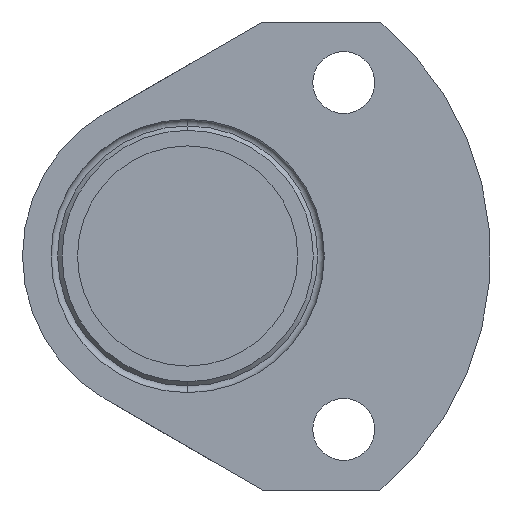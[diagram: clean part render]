
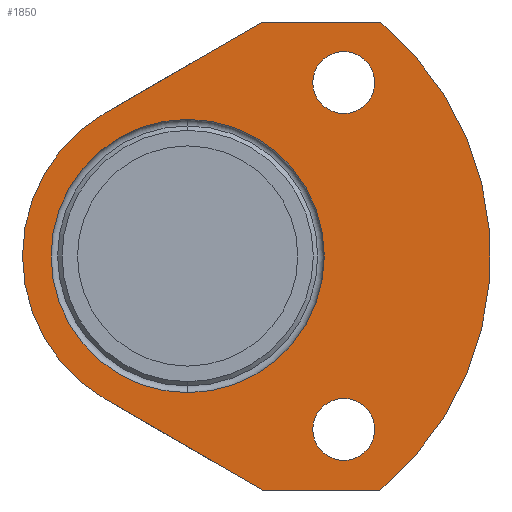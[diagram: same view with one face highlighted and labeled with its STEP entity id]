
A CAD part, left-side view. The second image highlights one B-rep face of the part: STEP entity #1850.
In plain terms, the highlighted planar face has unit normal (-1, 0, 0).
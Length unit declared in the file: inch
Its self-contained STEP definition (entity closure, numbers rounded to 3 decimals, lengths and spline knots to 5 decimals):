
#7 = CIRCLE ( 'NONE', #254, 0.14065 ) ;
#39 = LINE ( 'NONE', #1477, #1213 ) ;
#58 = VERTEX_POINT ( 'NONE', #1172 ) ;
#61 = FACE_OUTER_BOUND ( 'NONE', #320, .T. ) ;
#62 = AXIS2_PLACEMENT_3D ( 'NONE', #1685, #1547, #630 ) ;
#65 = LINE ( 'NONE', #1816, #1281 ) ;
#70 = EDGE_CURVE ( 'NONE', #789, #1342, #1158, .T. ) ;
#77 = DIRECTION ( 'NONE',  ( 0., -1., 0. ) ) ;
#83 = PLANE ( 'NONE',  #518 ) ;
#84 = VERTEX_POINT ( 'NONE', #717 ) ;
#90 = EDGE_LOOP ( 'NONE', ( #1018, #1260 ) ) ;
#100 = CARTESIAN_POINT ( 'NONE',  ( 0., -0.3403, 1.0625 ) ) ;
#115 = CARTESIAN_POINT ( 'NONE',  ( 0., -0.87277, -1.0625 ) ) ;
#124 = EDGE_CURVE ( 'NONE', #58, #1051, #1864, .T. ) ;
#177 = ORIENTED_EDGE ( 'NONE', *, *, #1589, .T. ) ;
#254 = AXIS2_PLACEMENT_3D ( 'NONE', #1199, #272, #1329 ) ;
#272 = DIRECTION ( 'NONE',  ( -1., 0., 0. ) ) ;
#275 = VERTEX_POINT ( 'NONE', #375 ) ;
#280 = CARTESIAN_POINT ( 'NONE',  ( 0., -0.70866, -0.7874 ) ) ;
#290 = EDGE_CURVE ( 'NONE', #84, #1473, #503, .T. ) ;
#320 = EDGE_LOOP ( 'NONE', ( #1577, #177, #328, #1512, #985, #327 ) ) ;
#327 = ORIENTED_EDGE ( 'NONE', *, *, #1650, .T. ) ;
#328 = ORIENTED_EDGE ( 'NONE', *, *, #124, .T. ) ;
#330 = CIRCLE ( 'NONE', #1248, 1.375 ) ;
#334 = EDGE_CURVE ( 'NONE', #1166, #1535, #7, .T. ) ;
#347 = VECTOR ( 'NONE', #1334, 39.37008 ) ;
#364 = EDGE_CURVE ( 'NONE', #1342, #789, #830, .T. ) ;
#375 = CARTESIAN_POINT ( 'NONE',  ( 0., -0.87277, 1.0625 ) ) ;
#429 = DIRECTION ( 'NONE',  ( 0., 0., 1. ) ) ;
#436 = ORIENTED_EDGE ( 'NONE', *, *, #1220, .F. ) ;
#456 = AXIS2_PLACEMENT_3D ( 'NONE', #561, #1618, #722 ) ;
#458 = VERTEX_POINT ( 'NONE', #1812 ) ;
#464 = FACE_BOUND ( 'NONE', #90, .T. ) ;
#469 = AXIS2_PLACEMENT_3D ( 'NONE', #280, #1343, #429 ) ;
#500 = AXIS2_PLACEMENT_3D ( 'NONE', #696, #997, #853 ) ;
#503 = CIRCLE ( 'NONE', #62, 0.6205 ) ;
#518 = AXIS2_PLACEMENT_3D ( 'NONE', #1906, #1449, #535 ) ;
#535 = DIRECTION ( 'NONE',  ( 0., 0., -1. ) ) ;
#549 = AXIS2_PLACEMENT_3D ( 'NONE', #910, #1963, #1062 ) ;
#556 = CIRCLE ( 'NONE', #549, 0.6205 ) ;
#561 = CARTESIAN_POINT ( 'NONE',  ( 0., 0., 0. ) ) ;
#565 = DIRECTION ( 'NONE',  ( 0., -0.866, -0.5 ) ) ;
#630 = DIRECTION ( 'NONE',  ( 0., 0., -1. ) ) ;
#645 = DIRECTION ( 'NONE',  ( -1., 0., 0. ) ) ;
#696 = CARTESIAN_POINT ( 'NONE',  ( 0., -0.70866, -0.7874 ) ) ;
#711 = CARTESIAN_POINT ( 'NONE',  ( 0., -0.70866, 0.92805 ) ) ;
#717 = CARTESIAN_POINT ( 'NONE',  ( 0., 0., 0.6205 ) ) ;
#722 = DIRECTION ( 'NONE',  ( 0., 0., -1. ) ) ;
#749 = EDGE_CURVE ( 'NONE', #1051, #275, #330, .T. ) ;
#789 = VERTEX_POINT ( 'NONE', #1402 ) ;
#830 = CIRCLE ( 'NONE', #469, 0.14065 ) ;
#836 = FACE_BOUND ( 'NONE', #1565, .T. ) ;
#853 = DIRECTION ( 'NONE',  ( 0., 0., 1. ) ) ;
#859 = CIRCLE ( 'NONE', #456, 0.75 ) ;
#906 = CARTESIAN_POINT ( 'NONE',  ( 0., -0.70866, 0.7874 ) ) ;
#910 = CARTESIAN_POINT ( 'NONE',  ( 0., 0., 0. ) ) ;
#928 = DIRECTION ( 'NONE',  ( 0., 1., 0. ) ) ;
#985 = ORIENTED_EDGE ( 'NONE', *, *, #1253, .T. ) ;
#997 = DIRECTION ( 'NONE',  ( -1., 0., 0. ) ) ;
#1018 = ORIENTED_EDGE ( 'NONE', *, *, #1095, .F. ) ;
#1051 = VERTEX_POINT ( 'NONE', #115 ) ;
#1053 = ORIENTED_EDGE ( 'NONE', *, *, #290, .F. ) ;
#1062 = DIRECTION ( 'NONE',  ( 0., 0., -1. ) ) ;
#1095 = EDGE_CURVE ( 'NONE', #1535, #1166, #1126, .T. ) ;
#1126 = CIRCLE ( 'NONE', #1302, 0.14065 ) ;
#1157 = CARTESIAN_POINT ( 'NONE',  ( 0., 0., -0.6205 ) ) ;
#1158 = CIRCLE ( 'NONE', #500, 0.14065 ) ;
#1166 = VERTEX_POINT ( 'NONE', #1197 ) ;
#1172 = CARTESIAN_POINT ( 'NONE',  ( 0., -0.3403, -1.0625 ) ) ;
#1197 = CARTESIAN_POINT ( 'NONE',  ( 0., -0.70866, 0.64675 ) ) ;
#1199 = CARTESIAN_POINT ( 'NONE',  ( 0., -0.70866, 0.7874 ) ) ;
#1202 = CARTESIAN_POINT ( 'NONE',  ( 0., 0.375, 0.64952 ) ) ;
#1213 = VECTOR ( 'NONE', #565, 39.37008 ) ;
#1220 = EDGE_CURVE ( 'NONE', #1473, #84, #556, .T. ) ;
#1235 = FACE_BOUND ( 'NONE', #1415, .T. ) ;
#1248 = AXIS2_PLACEMENT_3D ( 'NONE', #1553, #645, #1697 ) ;
#1253 = EDGE_CURVE ( 'NONE', #275, #1561, #65, .T. ) ;
#1260 = ORIENTED_EDGE ( 'NONE', *, *, #334, .F. ) ;
#1279 = VERTEX_POINT ( 'NONE', #1981 ) ;
#1281 = VECTOR ( 'NONE', #928, 39.37008 ) ;
#1302 = AXIS2_PLACEMENT_3D ( 'NONE', #906, #1960, #1578 ) ;
#1329 = DIRECTION ( 'NONE',  ( 0., 0., 1. ) ) ;
#1334 = DIRECTION ( 'NONE',  ( 0., 0.866, -0.5 ) ) ;
#1342 = VERTEX_POINT ( 'NONE', #1832 ) ;
#1343 = DIRECTION ( 'NONE',  ( -1., 0., 0. ) ) ;
#1402 = CARTESIAN_POINT ( 'NONE',  ( 0., -0.70866, -0.92805 ) ) ;
#1415 = EDGE_LOOP ( 'NONE', ( #1724, #1707 ) ) ;
#1449 = DIRECTION ( 'NONE',  ( 1., 0., 0. ) ) ;
#1454 = VECTOR ( 'NONE', #77, 39.37008 ) ;
#1473 = VERTEX_POINT ( 'NONE', #1157 ) ;
#1477 = CARTESIAN_POINT ( 'NONE',  ( 0., 0.375, -0.64952 ) ) ;
#1512 = ORIENTED_EDGE ( 'NONE', *, *, #749, .T. ) ;
#1535 = VERTEX_POINT ( 'NONE', #711 ) ;
#1547 = DIRECTION ( 'NONE',  ( -1., 0., 0. ) ) ;
#1553 = CARTESIAN_POINT ( 'NONE',  ( 0., 0., 0. ) ) ;
#1561 = VERTEX_POINT ( 'NONE', #100 ) ;
#1562 = LINE ( 'NONE', #1202, #347 ) ;
#1565 = EDGE_LOOP ( 'NONE', ( #1053, #436 ) ) ;
#1568 = EDGE_CURVE ( 'NONE', #458, #1279, #859, .T. ) ;
#1577 = ORIENTED_EDGE ( 'NONE', *, *, #1568, .F. ) ;
#1578 = DIRECTION ( 'NONE',  ( 0., 0., 1. ) ) ;
#1589 = EDGE_CURVE ( 'NONE', #458, #58, #39, .T. ) ;
#1618 = DIRECTION ( 'NONE',  ( 1., 0., 0. ) ) ;
#1650 = EDGE_CURVE ( 'NONE', #1561, #1279, #1562, .T. ) ;
#1685 = CARTESIAN_POINT ( 'NONE',  ( 0., 0., 0. ) ) ;
#1697 = DIRECTION ( 'NONE',  ( 0., 0., 1. ) ) ;
#1707 = ORIENTED_EDGE ( 'NONE', *, *, #70, .F. ) ;
#1724 = ORIENTED_EDGE ( 'NONE', *, *, #364, .F. ) ;
#1812 = CARTESIAN_POINT ( 'NONE',  ( 0., 0.375, -0.64952 ) ) ;
#1816 = CARTESIAN_POINT ( 'NONE',  ( 0., -0.3403, 1.0625 ) ) ;
#1832 = CARTESIAN_POINT ( 'NONE',  ( 0., -0.70866, -0.64675 ) ) ;
#1850 = ADVANCED_FACE ( 'NONE', ( #1235, #464, #61, #836 ), #83, .F. ) ;
#1864 = LINE ( 'NONE', #1955, #1454 ) ;
#1906 = CARTESIAN_POINT ( 'NONE',  ( 0., 0., 0. ) ) ;
#1955 = CARTESIAN_POINT ( 'NONE',  ( 0., -0.3403, -1.0625 ) ) ;
#1960 = DIRECTION ( 'NONE',  ( -1., 0., 0. ) ) ;
#1963 = DIRECTION ( 'NONE',  ( -1., 0., 0. ) ) ;
#1981 = CARTESIAN_POINT ( 'NONE',  ( 0., 0.375, 0.64952 ) ) ;
